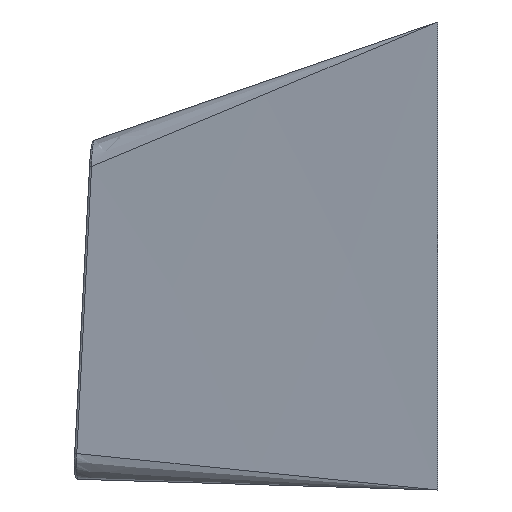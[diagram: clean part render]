
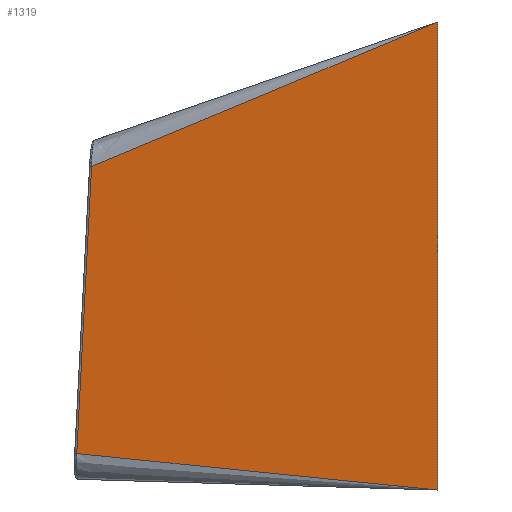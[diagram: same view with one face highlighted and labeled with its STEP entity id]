
A CAD part, left-side view. The second image highlights one B-rep face of the part: STEP entity #1319.
In plain terms, the highlighted free-form (B-spline) face has degree [3, 1] with [6, 2] control points.
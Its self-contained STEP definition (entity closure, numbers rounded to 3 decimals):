
#22 = CARTESIAN_POINT ( 'NONE',  ( 1.727, 8.716, 14.358 ) ) ;
#74 = CARTESIAN_POINT ( 'NONE',  ( 2.633, 13.685, 5.131 ) ) ;
#80 = CARTESIAN_POINT ( 'NONE',  ( 2.633, 13.878, 1.402 ) ) ;
#88 = CARTESIAN_POINT ( 'NONE',  ( 1.372, 7.245, 0.729 ) ) ;
#107 = VECTOR ( 'NONE', #922, 1000. ) ;
#159 = B_SPLINE_CURVE_WITH_KNOTS ( 'NONE', 3,
 ( #80, #1334, #503, #1080, #807, #1351, #1763, #1486, #88, #246, #1222, #387, #264, #825 ),
 .UNSPECIFIED., .F., .F.,
 ( 4, 2, 2, 1, 1, 2, 2, 4 ),
 ( 0.007, 0.255, 0.379, 0.441, 0.473, 0.488, 0.504, 1. ),
 .UNSPECIFIED. ) ;
#181 = CARTESIAN_POINT ( 'NONE',  ( 2.433, 12.295, 12.866 ) ) ;
#183 = CARTESIAN_POINT ( 'NONE',  ( 2.632, 13.308, 12.445 ) ) ;
#188 = CARTESIAN_POINT ( 'NONE',  ( 0.912, 4.598, 16.077 ) ) ;
#196 = CARTESIAN_POINT ( 'NONE',  ( 1.343, 6.776, 15.168 ) ) ;
#205 = EDGE_CURVE ( 'NONE', #1017, #412, #159, .T. ) ;
#207 = CARTESIAN_POINT ( 'NONE',  ( 2.633, 13.7, 4.853 ) ) ;
#216 = CARTESIAN_POINT ( 'NONE',  ( 2.633, 13.764, 3.61 ) ) ;
#246 = CARTESIAN_POINT ( 'NONE',  ( 1.342, 7.088, 0.713 ) ) ;
#262 = B_SPLINE_CURVE_WITH_KNOTS ( 'NONE', 3,
 ( #453, #752, #188, #1698, #746, #766, #599, #1719, #196, #1025, #1178, #882, #22, #1019, #461, #181, #886 ),
 .UNSPECIFIED., .F., .F.,
 ( 4, 2, 2, 2, 1, 1, 1, 1, 1, 2, 4 ),
 ( 0., 0.496, 0.498, 0.5, 0.504, 0.512, 0.527, 0.558, 0.62, 0.744, 0.993 ),
 .UNSPECIFIED. ) ;
#264 = CARTESIAN_POINT ( 'NONE',  ( 0.471, 2.492, 0.25 ) ) ;
#303 = CARTESIAN_POINT ( 'NONE',  ( 2.65, 13.571, 9.075 ) ) ;
#322 = VERTEX_POINT ( 'NONE', #183 ) ;
#350 = CARTESIAN_POINT ( 'NONE',  ( 2.632, 13.431, 10.054 ) ) ;
#378 = CARTESIAN_POINT ( 'NONE',  ( 2.632, 13.369, 11.25 ) ) ;
#387 = CARTESIAN_POINT ( 'NONE',  ( 0.909, 4.805, 0.483 ) ) ;
#412 = VERTEX_POINT ( 'NONE', #1221 ) ;
#453 = CARTESIAN_POINT ( 'NONE',  ( 0., 0., 18. ) ) ;
#461 = CARTESIAN_POINT ( 'NONE',  ( 2.224, 11.233, 13.309 ) ) ;
#503 = CARTESIAN_POINT ( 'NONE',  ( 2.222, 11.72, 1.183 ) ) ;
#504 = CARTESIAN_POINT ( 'NONE',  ( 2.633, 13.707, 4.714 ) ) ;
#527 = CARTESIAN_POINT ( 'NONE',  ( 2.633, 13.878, 1.402 ) ) ;
#577 = EDGE_LOOP ( 'NONE', ( #1814, #1102, #1148, #1774 ) ) ;
#579 = CARTESIAN_POINT ( 'NONE',  ( 0., 0., 0. ) ) ;
#599 = CARTESIAN_POINT ( 'NONE',  ( 1.326, 6.691, 15.204 ) ) ;
#620 = CARTESIAN_POINT ( 'NONE',  ( 0., 0., 18. ) ) ;
#640 = CARTESIAN_POINT ( 'NONE',  ( 2.633, 13.621, 6.373 ) ) ;
#707 = CARTESIAN_POINT ( 'NONE',  ( 2.65, 13.347, 13.404 ) ) ;
#712 = FACE_OUTER_BOUND ( 'NONE', #577, .T. ) ;
#733 = CARTESIAN_POINT ( 'NONE',  ( 0., 0., 6. ) ) ;
#746 = CARTESIAN_POINT ( 'NONE',  ( 1.322, 6.668, 15.213 ) ) ;
#752 = CARTESIAN_POINT ( 'NONE',  ( 0.473, 2.381, 17.004 ) ) ;
#766 = CARTESIAN_POINT ( 'NONE',  ( 1.325, 6.684, 15.206 ) ) ;
#807 = CARTESIAN_POINT ( 'NONE',  ( 1.779, 9.391, 0.946 ) ) ;
#823 = EDGE_CURVE ( 'NONE', #1093, #322, #262, .T. ) ;
#825 = CARTESIAN_POINT ( 'NONE',  ( 0., 0., 0. ) ) ;
#845 = CARTESIAN_POINT ( 'NONE',  ( 0., 0., 15. ) ) ;
#859 = CARTESIAN_POINT ( 'NONE',  ( 0., 0., 3. ) ) ;
#865 = CARTESIAN_POINT ( 'NONE',  ( 2.65, 13.795, 4.746 ) ) ;
#875 = LINE ( 'NONE', #620, #107 ) ;
#878 = EDGE_CURVE ( 'NONE', #1093, #412, #875, .T. ) ;
#882 = CARTESIAN_POINT ( 'NONE',  ( 1.524, 7.69, 14.786 ) ) ;
#886 = CARTESIAN_POINT ( 'NONE',  ( 2.632, 13.308, 12.445 ) ) ;
#922 = DIRECTION ( 'NONE',  ( 0., 0., -1. ) ) ;
#929 = CARTESIAN_POINT ( 'NONE',  ( 2.633, 13.693, 4.992 ) ) ;
#935 = EDGE_CURVE ( 'NONE', #322, #1017, #1086, .T. ) ;
#949 = CARTESIAN_POINT ( 'NONE',  ( 2.633, 13.821, 2.506 ) ) ;
#1017 = VERTEX_POINT ( 'NONE', #1197 ) ;
#1019 = CARTESIAN_POINT ( 'NONE',  ( 1.895, 9.567, 14.003 ) ) ;
#1025 = CARTESIAN_POINT ( 'NONE',  ( 1.369, 6.908, 15.113 ) ) ;
#1070 = B_SPLINE_SURFACE_WITH_KNOTS ( 'NONE', 3, 1, ( 
 ( #579, #1282 ),
 ( #859, #1414 ),
 ( #733, #865 ),
 ( #1137, #303 ),
 ( #845, #1410 ),
 ( #1125, #707 ) ),
 .UNSPECIFIED., .F., .F., .F.,
 ( 4, 2, 4 ),
 ( 2, 2 ),
 ( 0., 0.5, 1. ),
 ( 0., 1. ),
 .UNSPECIFIED. ) ;
#1076 = CARTESIAN_POINT ( 'NONE',  ( 2.632, 13.308, 12.445 ) ) ;
#1080 = CARTESIAN_POINT ( 'NONE',  ( 1.891, 9.983, 1.006 ) ) ;
#1086 = B_SPLINE_CURVE_WITH_KNOTS ( 'NONE', 3,
 ( #1076, #378, #350, #1346, #1461, #640, #74, #929, #207, #504, #216, #949, #527 ),
 .UNSPECIFIED., .F., .F.,
 ( 4, 3, 3, 3, 4 ),
 ( 0., 0.004, 0.007, 0.008, 0.011 ),
 .UNSPECIFIED. ) ;
#1093 = VERTEX_POINT ( 'NONE', #1766 ) ;
#1102 = ORIENTED_EDGE ( 'NONE', *, *, #935, .T. ) ;
#1125 = CARTESIAN_POINT ( 'NONE',  ( 0., 0., 18. ) ) ;
#1137 = CARTESIAN_POINT ( 'NONE',  ( 0., 0., 12. ) ) ;
#1148 = ORIENTED_EDGE ( 'NONE', *, *, #205, .T. ) ;
#1178 = CARTESIAN_POINT ( 'NONE',  ( 1.421, 7.17, 15.004 ) ) ;
#1197 = CARTESIAN_POINT ( 'NONE',  ( 2.633, 13.878, 1.402 ) ) ;
#1221 = CARTESIAN_POINT ( 'NONE',  ( 0., 0., 0. ) ) ;
#1222 = CARTESIAN_POINT ( 'NONE',  ( 1.326, 7.005, 0.705 ) ) ;
#1282 = CARTESIAN_POINT ( 'NONE',  ( 2.65, 14.02, 0.416 ) ) ;
#1319 = ADVANCED_FACE ( 'NONE', ( #712 ), #1070, .T. ) ;
#1334 = CARTESIAN_POINT ( 'NONE',  ( 2.432, 12.825, 1.295 ) ) ;
#1346 = CARTESIAN_POINT ( 'NONE',  ( 2.632, 13.493, 8.859 ) ) ;
#1351 = CARTESIAN_POINT ( 'NONE',  ( 1.606, 8.483, 0.854 ) ) ;
#1410 = CARTESIAN_POINT ( 'NONE',  ( 2.65, 13.459, 11.24 ) ) ;
#1414 = CARTESIAN_POINT ( 'NONE',  ( 2.65, 13.907, 2.581 ) ) ;
#1461 = CARTESIAN_POINT ( 'NONE',  ( 2.632, 13.557, 7.616 ) ) ;
#1486 = CARTESIAN_POINT ( 'NONE',  ( 1.416, 7.48, 0.753 ) ) ;
#1698 = CARTESIAN_POINT ( 'NONE',  ( 1.32, 6.66, 15.216 ) ) ;
#1719 = CARTESIAN_POINT ( 'NONE',  ( 1.332, 6.719, 15.192 ) ) ;
#1763 = CARTESIAN_POINT ( 'NONE',  ( 1.519, 8.024, 0.808 ) ) ;
#1766 = CARTESIAN_POINT ( 'NONE',  ( 0., 0., 18. ) ) ;
#1774 = ORIENTED_EDGE ( 'NONE', *, *, #878, .F. ) ;
#1814 = ORIENTED_EDGE ( 'NONE', *, *, #823, .T. ) ;
